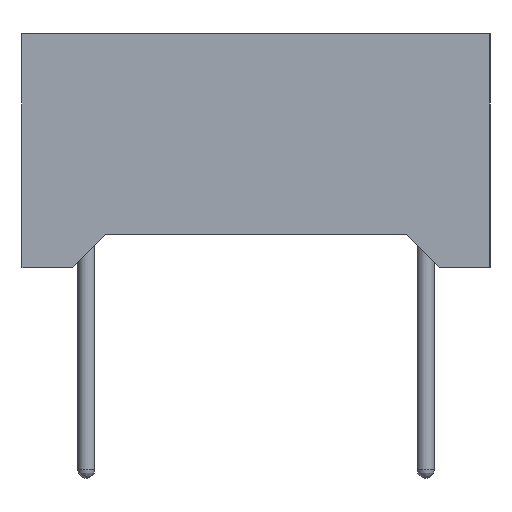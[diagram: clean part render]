
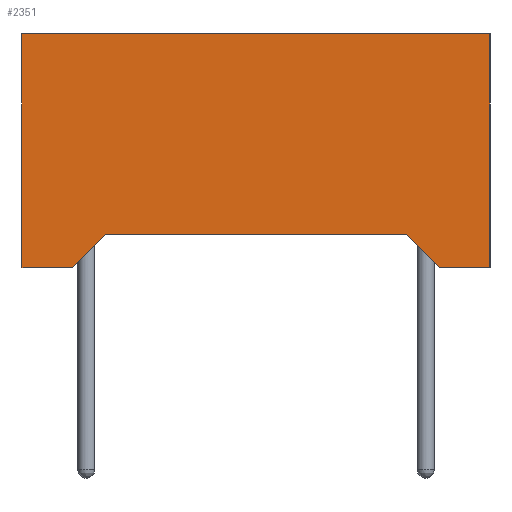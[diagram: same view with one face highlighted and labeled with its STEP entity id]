
A CAD part, left-side view. The second image highlights one B-rep face of the part: STEP entity #2351.
In plain terms, the highlighted planar face has unit normal (-1, 0, 0).
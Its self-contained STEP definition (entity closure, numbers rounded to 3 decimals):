
#227=PLANE('',#2525);
#333=FACE_OUTER_BOUND('',#467,.T.);
#467=EDGE_LOOP('',(#1857,#1858,#1859,#1860,#1861,#1862,#1863,#1864));
#614=LINE('',#3447,#866);
#626=LINE('',#3478,#878);
#632=LINE('',#3489,#884);
#633=LINE('',#3491,#885);
#634=LINE('',#3493,#886);
#635=LINE('',#3495,#887);
#636=LINE('',#3497,#888);
#637=LINE('',#3498,#889);
#866=VECTOR('',#2771,10.);
#878=VECTOR('',#2799,10.);
#884=VECTOR('',#2809,10.);
#885=VECTOR('',#2810,10.);
#886=VECTOR('',#2811,10.);
#887=VECTOR('',#2812,10.);
#888=VECTOR('',#2813,10.);
#889=VECTOR('',#2814,10.);
#1202=VERTEX_POINT('',#3444);
#1203=VERTEX_POINT('',#3446);
#1213=VERTEX_POINT('',#3475);
#1214=VERTEX_POINT('',#3477);
#1218=VERTEX_POINT('',#3490);
#1219=VERTEX_POINT('',#3492);
#1220=VERTEX_POINT('',#3494);
#1221=VERTEX_POINT('',#3496);
#1485=EDGE_CURVE('',#1203,#1202,#614,.T.);
#1500=EDGE_CURVE('',#1214,#1213,#626,.T.);
#1506=EDGE_CURVE('',#1213,#1203,#632,.T.);
#1507=EDGE_CURVE('',#1218,#1202,#633,.T.);
#1508=EDGE_CURVE('',#1218,#1219,#634,.T.);
#1509=EDGE_CURVE('',#1220,#1219,#635,.T.);
#1510=EDGE_CURVE('',#1221,#1220,#636,.T.);
#1511=EDGE_CURVE('',#1214,#1221,#637,.T.);
#1857=ORIENTED_EDGE('',*,*,#1500,.T.);
#1858=ORIENTED_EDGE('',*,*,#1506,.T.);
#1859=ORIENTED_EDGE('',*,*,#1485,.T.);
#1860=ORIENTED_EDGE('',*,*,#1507,.F.);
#1861=ORIENTED_EDGE('',*,*,#1508,.T.);
#1862=ORIENTED_EDGE('',*,*,#1509,.F.);
#1863=ORIENTED_EDGE('',*,*,#1510,.F.);
#1864=ORIENTED_EDGE('',*,*,#1511,.F.);
#2351=ADVANCED_FACE('',(#333),#227,.T.);
#2525=AXIS2_PLACEMENT_3D('',#3488,#2807,#2808);
#2771=DIRECTION('',(0.,-0.707,-0.707));
#2799=DIRECTION('',(0.,-0.707,0.707));
#2807=DIRECTION('center_axis',(-1.,0.,0.));
#2808=DIRECTION('ref_axis',(0.,-1.,0.));
#2809=DIRECTION('',(0.,-1.,0.));
#2810=DIRECTION('',(0.,1.,0.));
#2811=DIRECTION('',(0.,0.,1.));
#2812=DIRECTION('',(0.,-1.,0.));
#2813=DIRECTION('',(0.,0.,1.));
#2814=DIRECTION('',(0.,1.,0.));
#3444=CARTESIAN_POINT('',(-18.25,-5.5,0.));
#3446=CARTESIAN_POINT('',(-18.25,-4.5,1.));
#3447=CARTESIAN_POINT('',(-18.25,-2.375,3.125));
#3475=CARTESIAN_POINT('',(-18.25,4.5,1.));
#3477=CARTESIAN_POINT('',(-18.25,5.5,0.));
#3478=CARTESIAN_POINT('',(-18.25,5.375,0.125));
#3488=CARTESIAN_POINT('Origin',(-18.25,7.,0.));
#3489=CARTESIAN_POINT('',(-18.25,1.25,1.));
#3490=CARTESIAN_POINT('',(-18.25,-7.,0.));
#3491=CARTESIAN_POINT('',(-18.25,-7.,0.));
#3492=CARTESIAN_POINT('',(-18.25,-7.,7.));
#3493=CARTESIAN_POINT('',(-18.25,-7.,0.));
#3494=CARTESIAN_POINT('',(-18.25,7.,7.));
#3495=CARTESIAN_POINT('',(-18.25,-7.,7.));
#3496=CARTESIAN_POINT('',(-18.25,7.,0.));
#3497=CARTESIAN_POINT('',(-18.25,7.,0.));
#3498=CARTESIAN_POINT('',(-18.25,-7.,0.));
